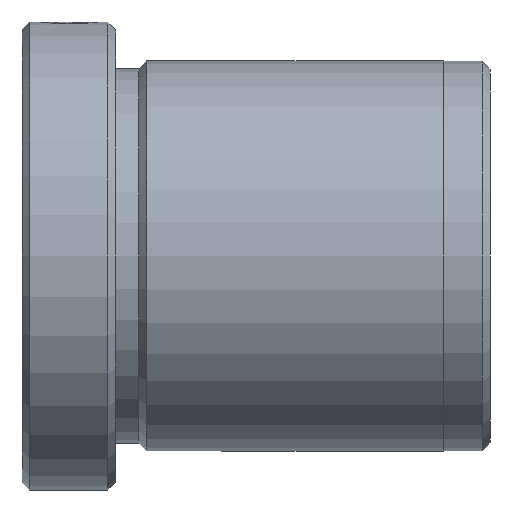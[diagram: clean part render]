
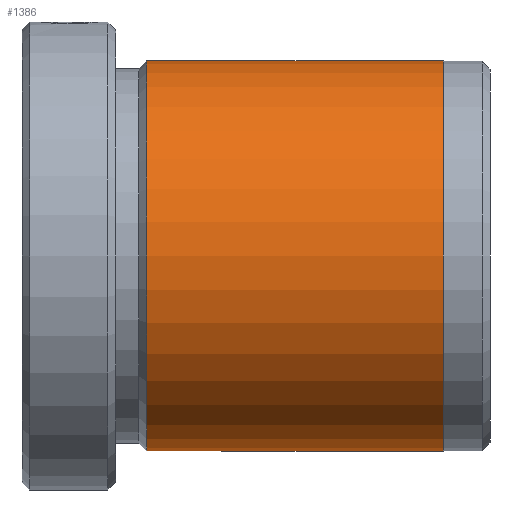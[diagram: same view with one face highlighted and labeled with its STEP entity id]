
A CAD part, left-side view. The second image highlights one B-rep face of the part: STEP entity #1386.
In plain terms, the highlighted cylindrical face has radius 12.5 mm (diameter 25 mm), a partial arc.
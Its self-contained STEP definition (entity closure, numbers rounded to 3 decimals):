
#37 = CARTESIAN_POINT ( 'NONE',  ( 0., -8., -12.5 ) ) ;
#98 = ORIENTED_EDGE ( 'NONE', *, *, #1623, .T. ) ;
#113 = ORIENTED_EDGE ( 'NONE', *, *, #707, .T. ) ;
#136 = CARTESIAN_POINT ( 'NONE',  ( 0., -8., 12.5 ) ) ;
#268 = AXIS2_PLACEMENT_3D ( 'NONE', #1201, #418, #1330 ) ;
#274 = CARTESIAN_POINT ( 'NONE',  ( 0., -27., -12.5 ) ) ;
#363 = CYLINDRICAL_SURFACE ( 'NONE', #1284, 12.5 ) ;
#397 = DIRECTION ( 'NONE',  ( 0., 1., 0. ) ) ;
#405 = CARTESIAN_POINT ( 'NONE',  ( 0., 0., -12.5 ) ) ;
#418 = DIRECTION ( 'NONE',  ( 0., 1., 0. ) ) ;
#424 = LINE ( 'NONE', #930, #1079 ) ;
#426 = DIRECTION ( 'NONE',  ( 0., 1., 0. ) ) ;
#555 = AXIS2_PLACEMENT_3D ( 'NONE', #1209, #426, #1346 ) ;
#627 = CARTESIAN_POINT ( 'NONE',  ( 0., 0., 0. ) ) ;
#672 = VERTEX_POINT ( 'NONE', #136 ) ;
#707 = EDGE_CURVE ( 'NONE', #1043, #672, #424, .T. ) ;
#749 = EDGE_CURVE ( 'NONE', #1115, #672, #967, .T. ) ;
#765 = FACE_OUTER_BOUND ( 'NONE', #1665, .T. ) ;
#811 = DIRECTION ( 'NONE',  ( 0., 1., 0. ) ) ;
#819 = LINE ( 'NONE', #405, #1126 ) ;
#890 = DIRECTION ( 'NONE',  ( 0., 1., 0. ) ) ;
#896 = CIRCLE ( 'NONE', #555, 12.5 ) ;
#930 = CARTESIAN_POINT ( 'NONE',  ( 0., 0., 12.5 ) ) ;
#967 = CIRCLE ( 'NONE', #268, 12.5 ) ;
#1043 = VERTEX_POINT ( 'NONE', #1061 ) ;
#1046 = EDGE_CURVE ( 'NONE', #1540, #1115, #819, .T. ) ;
#1061 = CARTESIAN_POINT ( 'NONE',  ( 0., -27., 12.5 ) ) ;
#1079 = VECTOR ( 'NONE', #397, 1000. ) ;
#1115 = VERTEX_POINT ( 'NONE', #37 ) ;
#1126 = VECTOR ( 'NONE', #811, 1000. ) ;
#1201 = CARTESIAN_POINT ( 'NONE',  ( 0., -8., 0. ) ) ;
#1209 = CARTESIAN_POINT ( 'NONE',  ( 0., -27., 0. ) ) ;
#1284 = AXIS2_PLACEMENT_3D ( 'NONE', #627, #890, #1413 ) ;
#1293 = ORIENTED_EDGE ( 'NONE', *, *, #1046, .F. ) ;
#1330 = DIRECTION ( 'NONE',  ( 0., 0., 1. ) ) ;
#1346 = DIRECTION ( 'NONE',  ( 0., 0., 1. ) ) ;
#1386 = ADVANCED_FACE ( 'NONE', ( #765 ), #363, .T. ) ;
#1413 = DIRECTION ( 'NONE',  ( 0., 0., 1. ) ) ;
#1540 = VERTEX_POINT ( 'NONE', #274 ) ;
#1623 = EDGE_CURVE ( 'NONE', #1540, #1043, #896, .T. ) ;
#1647 = ORIENTED_EDGE ( 'NONE', *, *, #749, .F. ) ;
#1665 = EDGE_LOOP ( 'NONE', ( #1293, #98, #113, #1647 ) ) ;
